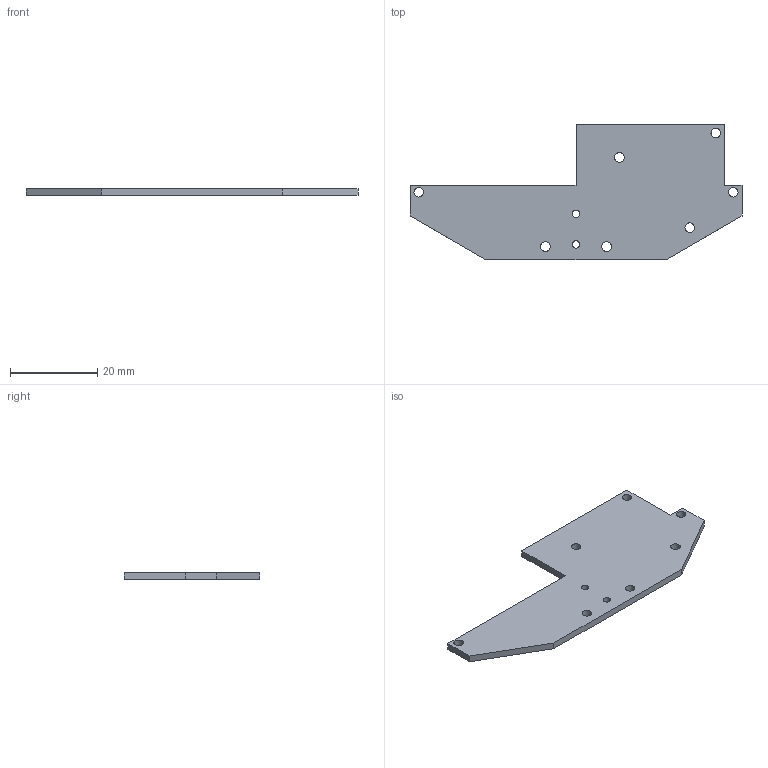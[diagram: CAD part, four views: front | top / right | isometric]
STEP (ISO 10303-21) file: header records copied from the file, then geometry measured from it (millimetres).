
FILE_DESCRIPTION(('KiCad electronic assembly'),'2;1');
FILE_NAME('GBOYAudioBreakout.step','2022-06-19T18:44:13',('Pcbnew'),( 'Kicad'),'Open CASCADE STEP processor 7.6','KiCad to STEP converter' ,'Unknown');
FILE_SCHEMA(('AUTOMOTIVE_DESIGN { 1 0 10303 214 1 1 1 1 }'));
Length unit declared in the file: millimetre
Products named in the file (2): GBOYAudioBreakout 1; GBOYAudioBreakout PCB
Assembly tree (1 placements, depth 2):
  GBOYAudioBreakout 1
    GBOYAudioBreakout PCB
Bounding box: 76 x 31 x 1.6 mm (x, y, z)
Volume: 2501.8 mm3; surface area: 3540.8 mm2
Topology: 1 solids, 1 shells, 22 faces, 60 edges, 40 vertices
Faces by surface type: plane 13, cylinder 9
Full cylindrical faces by diameter (mm): 1.7 x2, 2.2 x7
Entity records: 1565 total; most frequent: DIRECTION 246, CARTESIAN_POINT 244, LINE 144, VECTOR 144, ORIENTED_EDGE 120, PCURVE 120, DEFINITIONAL_REPRESENTATION 120, EDGE_CURVE 60
